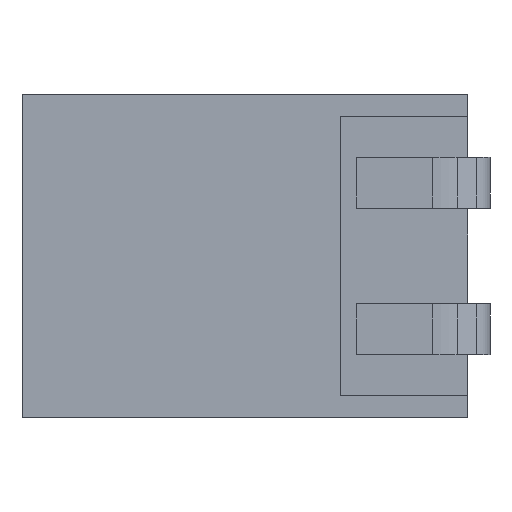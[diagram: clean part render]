
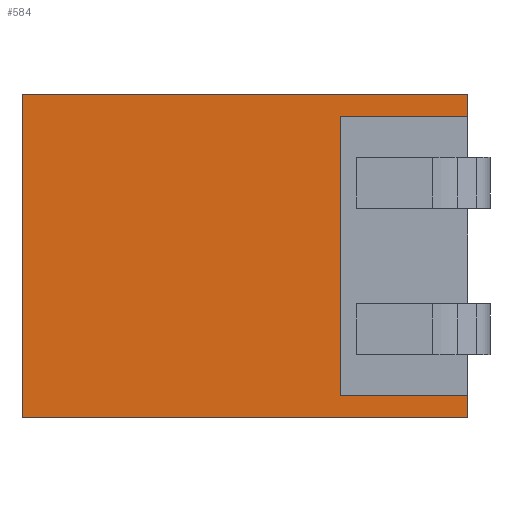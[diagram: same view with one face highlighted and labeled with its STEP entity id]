
A CAD part, top view. The second image highlights one B-rep face of the part: STEP entity #584.
In plain terms, the highlighted planar face has unit normal (0, 0, 1).
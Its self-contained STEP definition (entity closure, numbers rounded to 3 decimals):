
#46=FACE_OUTER_BOUND('',#80,.T.);
#80=EDGE_LOOP('',(#399,#400,#401,#402,#403,#404,#405,#406));
#113=LINE('',#859,#181);
#116=LINE('',#865,#184);
#119=LINE('',#871,#187);
#121=LINE('',#876,#189);
#122=LINE('',#878,#190);
#123=LINE('',#879,#191);
#124=LINE('',#881,#192);
#125=LINE('',#882,#193);
#181=VECTOR('',#687,10.);
#184=VECTOR('',#692,10.);
#187=VECTOR('',#697,10.);
#189=VECTOR('',#701,10.);
#190=VECTOR('',#702,10.);
#191=VECTOR('',#703,10.);
#192=VECTOR('',#704,10.);
#193=VECTOR('',#705,10.);
#249=VERTEX_POINT('',#856);
#250=VERTEX_POINT('',#858);
#252=VERTEX_POINT('',#864);
#254=VERTEX_POINT('',#870);
#255=VERTEX_POINT('',#874);
#256=VERTEX_POINT('',#875);
#257=VERTEX_POINT('',#877);
#258=VERTEX_POINT('',#880);
#305=EDGE_CURVE('',#250,#249,#113,.T.);
#308=EDGE_CURVE('',#252,#250,#116,.T.);
#311=EDGE_CURVE('',#254,#252,#119,.T.);
#313=EDGE_CURVE('',#255,#256,#121,.T.);
#314=EDGE_CURVE('',#256,#257,#122,.T.);
#315=EDGE_CURVE('',#257,#254,#123,.T.);
#316=EDGE_CURVE('',#249,#258,#124,.T.);
#317=EDGE_CURVE('',#258,#255,#125,.T.);
#399=ORIENTED_EDGE('',*,*,#313,.T.);
#400=ORIENTED_EDGE('',*,*,#314,.T.);
#401=ORIENTED_EDGE('',*,*,#315,.T.);
#402=ORIENTED_EDGE('',*,*,#311,.T.);
#403=ORIENTED_EDGE('',*,*,#308,.T.);
#404=ORIENTED_EDGE('',*,*,#305,.T.);
#405=ORIENTED_EDGE('',*,*,#316,.T.);
#406=ORIENTED_EDGE('',*,*,#317,.T.);
#558=PLANE('',#634);
#584=ADVANCED_FACE('',(#46),#558,.T.);
#634=AXIS2_PLACEMENT_3D('',#873,#699,#700);
#687=DIRECTION('',(1.,0.,0.));
#692=DIRECTION('',(0.,1.,0.));
#697=DIRECTION('',(-1.,0.,0.));
#699=DIRECTION('center_axis',(0.,0.,1.));
#700=DIRECTION('ref_axis',(1.,0.,0.));
#701=DIRECTION('',(0.,-1.,0.));
#702=DIRECTION('',(1.,0.,0.));
#703=DIRECTION('',(0.,1.,0.));
#704=DIRECTION('',(0.,1.,0.));
#705=DIRECTION('',(-1.,0.,0.));
#856=CARTESIAN_POINT('',(14.,9.45,3.));
#858=CARTESIAN_POINT('',(10.,9.45,3.));
#859=CARTESIAN_POINT('',(14.,9.45,3.));
#864=CARTESIAN_POINT('',(10.,0.7,3.));
#865=CARTESIAN_POINT('',(10.,10.15,3.));
#870=CARTESIAN_POINT('',(14.,0.7,3.));
#871=CARTESIAN_POINT('',(14.,0.7,3.));
#873=CARTESIAN_POINT('Origin',(7.,5.075,3.));
#874=CARTESIAN_POINT('',(0.,10.15,3.));
#875=CARTESIAN_POINT('',(0.,0.,3.));
#876=CARTESIAN_POINT('',(0.,0.,3.));
#877=CARTESIAN_POINT('',(14.,0.,3.));
#878=CARTESIAN_POINT('',(0.,0.,3.));
#879=CARTESIAN_POINT('',(14.,0.,3.));
#880=CARTESIAN_POINT('',(14.,10.15,3.));
#881=CARTESIAN_POINT('',(14.,10.15,3.));
#882=CARTESIAN_POINT('',(0.,10.15,3.));
